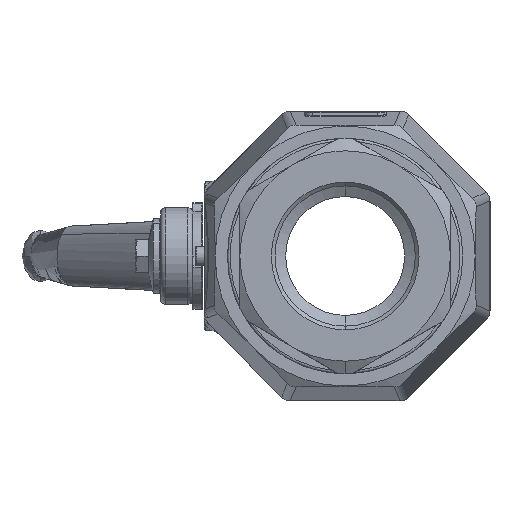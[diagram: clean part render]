
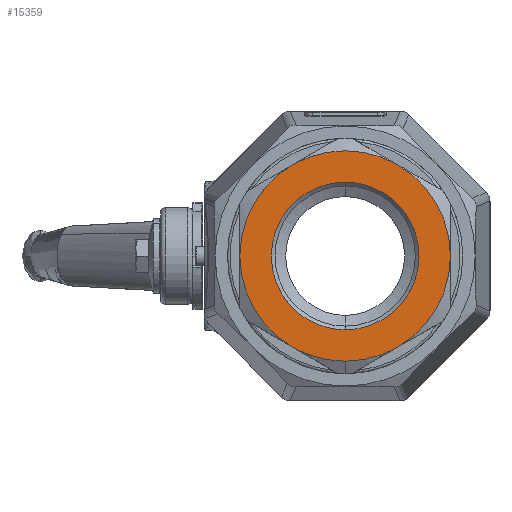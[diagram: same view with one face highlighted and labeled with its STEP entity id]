
A CAD part, left-side view. The second image highlights one B-rep face of the part: STEP entity #15359.
In plain terms, the highlighted planar face has unit normal (-1, 0, 0).
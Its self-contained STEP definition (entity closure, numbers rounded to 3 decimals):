
#132 = CARTESIAN_POINT ( 'NONE',  ( -69.925, 0., 0. ) ) ;
#260 = EDGE_CURVE ( 'NONE', #1910, #911, #10097, .T. ) ;
#911 = VERTEX_POINT ( 'NONE', #7371 ) ;
#1290 = AXIS2_PLACEMENT_3D ( 'NONE', #7416, #8592, #11019 ) ;
#1318 = VERTEX_POINT ( 'NONE', #11873 ) ;
#1366 = DIRECTION ( 'NONE',  ( 0., 0., 1. ) ) ;
#1549 = AXIS2_PLACEMENT_3D ( 'NONE', #12215, #5110, #3902 ) ;
#1616 = ORIENTED_EDGE ( 'NONE', *, *, #4475, .F. ) ;
#1721 = DIRECTION ( 'NONE',  ( 1., 0., 0. ) ) ;
#1758 = ORIENTED_EDGE ( 'NONE', *, *, #10349, .F. ) ;
#1816 = AXIS2_PLACEMENT_3D ( 'NONE', #5173, #9283, #10979 ) ;
#1910 = VERTEX_POINT ( 'NONE', #5105 ) ;
#2073 = DIRECTION ( 'NONE',  ( 0., 0., -1. ) ) ;
#2085 = ORIENTED_EDGE ( 'NONE', *, *, #4570, .F. ) ;
#2475 = VERTEX_POINT ( 'NONE', #12642 ) ;
#2999 = VERTEX_POINT ( 'NONE', #8280 ) ;
#3635 = EDGE_CURVE ( 'NONE', #10567, #1318, #6017, .T. ) ;
#3692 = CARTESIAN_POINT ( 'NONE',  ( -69.925, 0., 0. ) ) ;
#3902 = DIRECTION ( 'NONE',  ( 0., 0., 1. ) ) ;
#4067 = AXIS2_PLACEMENT_3D ( 'NONE', #14822, #6518, #13618 ) ;
#4475 = EDGE_CURVE ( 'NONE', #1318, #2999, #11897, .T. ) ;
#4570 = EDGE_CURVE ( 'NONE', #12714, #2475, #15152, .T. ) ;
#4783 = ORIENTED_EDGE ( 'NONE', *, *, #8958, .F. ) ;
#4823 = CIRCLE ( 'NONE', #6973, 42.5 ) ;
#5105 = CARTESIAN_POINT ( 'NONE',  ( -69.925, 42.5, 0. ) ) ;
#5110 = DIRECTION ( 'NONE',  ( -1., 0., 0. ) ) ;
#5173 = CARTESIAN_POINT ( 'NONE',  ( -69.925, 0., 0. ) ) ;
#5882 = CARTESIAN_POINT ( 'NONE',  ( -69.925, 0., 0. ) ) ;
#6017 = CIRCLE ( 'NONE', #7613, 42.5 ) ;
#6109 = DIRECTION ( 'NONE',  ( 1., 0., 0. ) ) ;
#6518 = DIRECTION ( 'NONE',  ( -1., 0., 0. ) ) ;
#6950 = FACE_OUTER_BOUND ( 'NONE', #13542, .T. ) ;
#6973 = AXIS2_PLACEMENT_3D ( 'NONE', #5882, #12984, #9322 ) ;
#6990 = EDGE_CURVE ( 'NONE', #2475, #12714, #9202, .T. ) ;
#7325 = CARTESIAN_POINT ( 'NONE',  ( -69.925, 0., 0. ) ) ;
#7371 = CARTESIAN_POINT ( 'NONE',  ( -69.925, 21.25, 36.806 ) ) ;
#7416 = CARTESIAN_POINT ( 'NONE',  ( -69.925, 0., 0. ) ) ;
#7613 = AXIS2_PLACEMENT_3D ( 'NONE', #11253, #8024, #7973 ) ;
#7771 = AXIS2_PLACEMENT_3D ( 'NONE', #12513, #10429, #2073 ) ;
#7838 = AXIS2_PLACEMENT_3D ( 'NONE', #132, #8563, #1366 ) ;
#7960 = CARTESIAN_POINT ( 'NONE',  ( -69.925, -42.5, 0. ) ) ;
#7973 = DIRECTION ( 'NONE',  ( 0., 0., -1. ) ) ;
#7974 = EDGE_CURVE ( 'NONE', #2999, #14229, #8232, .T. ) ;
#8024 = DIRECTION ( 'NONE',  ( 1., 0., 0. ) ) ;
#8232 = CIRCLE ( 'NONE', #7771, 42.5 ) ;
#8280 = CARTESIAN_POINT ( 'NONE',  ( -69.925, 0., -42.5 ) ) ;
#8543 = CARTESIAN_POINT ( 'NONE',  ( -69.925, 0., 29.828 ) ) ;
#8563 = DIRECTION ( 'NONE',  ( -1., 0., 0. ) ) ;
#8592 = DIRECTION ( 'NONE',  ( 1., 0., 0. ) ) ;
#8844 = ORIENTED_EDGE ( 'NONE', *, *, #6990, .F. ) ;
#8958 = EDGE_CURVE ( 'NONE', #15059, #10567, #14217, .T. ) ;
#9202 = CIRCLE ( 'NONE', #4067, 29.828 ) ;
#9222 = EDGE_CURVE ( 'NONE', #911, #15059, #14196, .T. ) ;
#9267 = CARTESIAN_POINT ( 'NONE',  ( -69.925, 21.25, -36.806 ) ) ;
#9277 = ORIENTED_EDGE ( 'NONE', *, *, #7974, .F. ) ;
#9283 = DIRECTION ( 'NONE',  ( 1., 0., 0. ) ) ;
#9322 = DIRECTION ( 'NONE',  ( 0., 0., -1. ) ) ;
#9650 = PLANE ( 'NONE',  #7838 ) ;
#10080 = FACE_BOUND ( 'NONE', #12784, .T. ) ;
#10094 = DIRECTION ( 'NONE',  ( 0., 0., -1. ) ) ;
#10097 = CIRCLE ( 'NONE', #1816, 42.5 ) ;
#10107 = ORIENTED_EDGE ( 'NONE', *, *, #260, .F. ) ;
#10349 = EDGE_CURVE ( 'NONE', #14229, #1910, #4823, .T. ) ;
#10429 = DIRECTION ( 'NONE',  ( 1., 0., 0. ) ) ;
#10567 = VERTEX_POINT ( 'NONE', #7960 ) ;
#10979 = DIRECTION ( 'NONE',  ( 0., 0., -1. ) ) ;
#11019 = DIRECTION ( 'NONE',  ( 0., 0., -1. ) ) ;
#11253 = CARTESIAN_POINT ( 'NONE',  ( -69.925, 0., 0. ) ) ;
#11425 = AXIS2_PLACEMENT_3D ( 'NONE', #3692, #1721, #10094 ) ;
#11873 = CARTESIAN_POINT ( 'NONE',  ( -69.925, -21.25, -36.806 ) ) ;
#11897 = CIRCLE ( 'NONE', #12957, 42.5 ) ;
#12014 = DIRECTION ( 'NONE',  ( 0., 0., -1. ) ) ;
#12137 = ORIENTED_EDGE ( 'NONE', *, *, #3635, .F. ) ;
#12215 = CARTESIAN_POINT ( 'NONE',  ( -69.925, 0., 0. ) ) ;
#12385 = ORIENTED_EDGE ( 'NONE', *, *, #9222, .F. ) ;
#12513 = CARTESIAN_POINT ( 'NONE',  ( -69.925, 0., 0. ) ) ;
#12642 = CARTESIAN_POINT ( 'NONE',  ( -69.925, 0., -29.828 ) ) ;
#12714 = VERTEX_POINT ( 'NONE', #8543 ) ;
#12784 = EDGE_LOOP ( 'NONE', ( #2085, #8844 ) ) ;
#12957 = AXIS2_PLACEMENT_3D ( 'NONE', #7325, #6109, #12014 ) ;
#12984 = DIRECTION ( 'NONE',  ( 1., 0., 0. ) ) ;
#13542 = EDGE_LOOP ( 'NONE', ( #4783, #12385, #10107, #1758, #9277, #1616, #12137 ) ) ;
#13618 = DIRECTION ( 'NONE',  ( 0., 0., 1. ) ) ;
#14196 = CIRCLE ( 'NONE', #11425, 42.5 ) ;
#14217 = CIRCLE ( 'NONE', #1290, 42.5 ) ;
#14229 = VERTEX_POINT ( 'NONE', #9267 ) ;
#14810 = CARTESIAN_POINT ( 'NONE',  ( -69.925, -21.25, 36.806 ) ) ;
#14822 = CARTESIAN_POINT ( 'NONE',  ( -69.925, 0., 0. ) ) ;
#15059 = VERTEX_POINT ( 'NONE', #14810 ) ;
#15152 = CIRCLE ( 'NONE', #1549, 29.828 ) ;
#15359 = ADVANCED_FACE ( 'NONE', ( #6950, #10080 ), #9650, .T. ) ;
